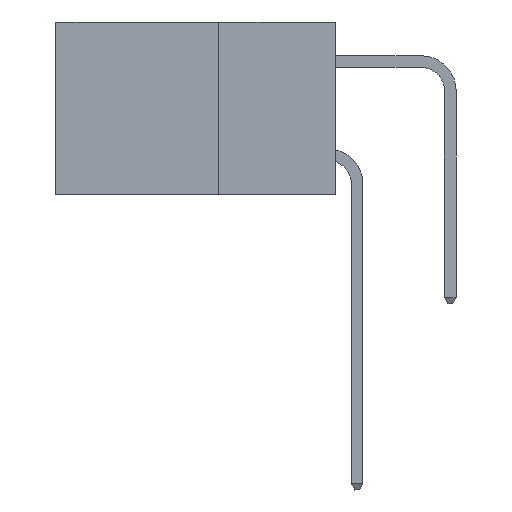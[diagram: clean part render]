
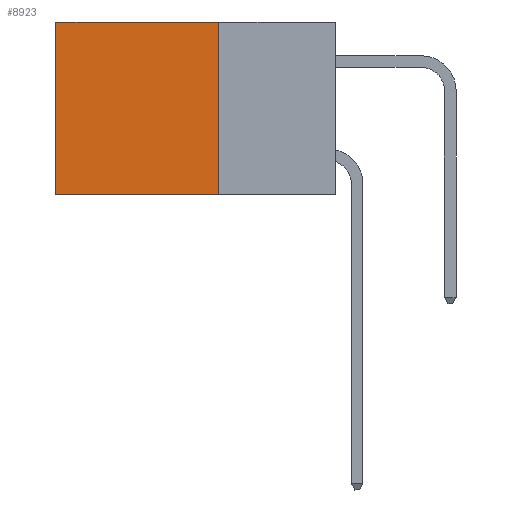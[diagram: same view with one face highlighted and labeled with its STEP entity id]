
A CAD part, left-side view. The second image highlights one B-rep face of the part: STEP entity #8923.
In plain terms, the highlighted planar face has unit normal (-1, 0, 0).
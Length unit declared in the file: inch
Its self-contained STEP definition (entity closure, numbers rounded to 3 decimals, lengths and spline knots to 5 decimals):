
#285 = EDGE_CURVE ( 'NONE', #7226, #777, #12175, .T. ) ;
#777 = VERTEX_POINT ( 'NONE', #7288 ) ;
#1891 = VECTOR ( 'NONE', #2818, 39.37008 ) ;
#2595 = CARTESIAN_POINT ( 'NONE',  ( 0.2875, 0.6, 0. ) ) ;
#2818 = DIRECTION ( 'NONE',  ( 0., 0., -1. ) ) ;
#3577 = ORIENTED_EDGE ( 'NONE', *, *, #285, .T. ) ;
#4755 = EDGE_CURVE ( 'NONE', #6598, #10703, #13473, .T. ) ;
#6402 = DIRECTION ( 'NONE',  ( 0., 0., -1. ) ) ;
#6534 = VECTOR ( 'NONE', #6402, 39.37008 ) ;
#6575 = DIRECTION ( 'NONE',  ( 0., 1., 0. ) ) ;
#6598 = VERTEX_POINT ( 'NONE', #10300 ) ;
#6864 = CARTESIAN_POINT ( 'NONE',  ( 0.2875, 0.25, 0. ) ) ;
#6941 = DIRECTION ( 'NONE',  ( 0., 0., -1. ) ) ;
#6943 = CARTESIAN_POINT ( 'NONE',  ( 0.2875, 0.25, 0. ) ) ;
#7067 = EDGE_CURVE ( 'NONE', #10703, #777, #11519, .T. ) ;
#7097 = LINE ( 'NONE', #6943, #12233 ) ;
#7226 = VERTEX_POINT ( 'NONE', #11759 ) ;
#7288 = CARTESIAN_POINT ( 'NONE',  ( 0.2875, 0.6, -0.37 ) ) ;
#7805 = EDGE_LOOP ( 'NONE', ( #3577, #8436, #10487, #11150 ) ) ;
#8267 = FACE_OUTER_BOUND ( 'NONE', #7805, .T. ) ;
#8436 = ORIENTED_EDGE ( 'NONE', *, *, #7067, .F. ) ;
#8923 = ADVANCED_FACE ( 'NONE', ( #8267 ), #10324, .F. ) ;
#10239 = EDGE_CURVE ( 'NONE', #6598, #7226, #7097, .T. ) ;
#10253 = CARTESIAN_POINT ( 'NONE',  ( 0.2875, 0.25, -0.37 ) ) ;
#10300 = CARTESIAN_POINT ( 'NONE',  ( 0.2875, 0.25, 0. ) ) ;
#10324 = PLANE ( 'NONE',  #14200 ) ;
#10487 = ORIENTED_EDGE ( 'NONE', *, *, #4755, .F. ) ;
#10703 = VERTEX_POINT ( 'NONE', #11724 ) ;
#11150 = ORIENTED_EDGE ( 'NONE', *, *, #10239, .T. ) ;
#11519 = LINE ( 'NONE', #10253, #12937 ) ;
#11724 = CARTESIAN_POINT ( 'NONE',  ( 0.2875, 0.25, -0.37 ) ) ;
#11742 = DIRECTION ( 'NONE',  ( 1., 0., 0. ) ) ;
#11759 = CARTESIAN_POINT ( 'NONE',  ( 0.2875, 0.6, 0. ) ) ;
#12175 = LINE ( 'NONE', #2595, #1891 ) ;
#12233 = VECTOR ( 'NONE', #15520, 39.37008 ) ;
#12937 = VECTOR ( 'NONE', #6575, 39.37008 ) ;
#13473 = LINE ( 'NONE', #14655, #6534 ) ;
#14200 = AXIS2_PLACEMENT_3D ( 'NONE', #6864, #11742, #6941 ) ;
#14655 = CARTESIAN_POINT ( 'NONE',  ( 0.2875, 0.25, 0. ) ) ;
#15520 = DIRECTION ( 'NONE',  ( 0., 1., 0. ) ) ;
